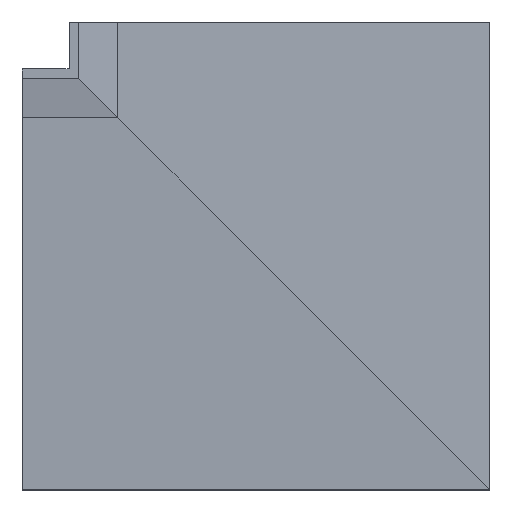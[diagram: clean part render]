
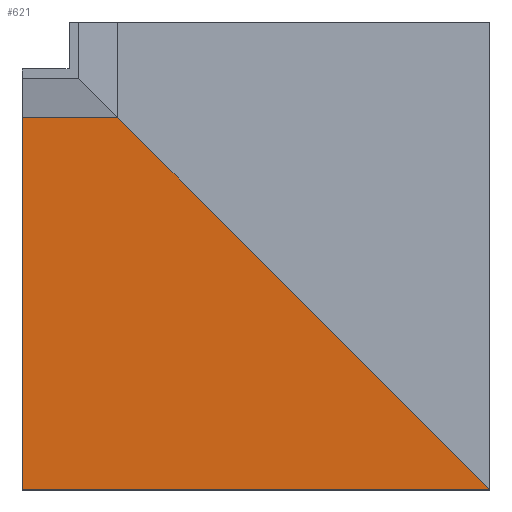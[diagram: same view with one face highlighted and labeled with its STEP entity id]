
A CAD part, top view. The second image highlights one B-rep face of the part: STEP entity #621.
In plain terms, the highlighted planar face has unit normal (0, -0.041, 0.999).
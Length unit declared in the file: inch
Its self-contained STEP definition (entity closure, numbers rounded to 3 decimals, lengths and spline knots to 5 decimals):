
#17=FACE_OUTER_BOUND('',#51,.T.);
#51=EDGE_LOOP('',(#413,#414,#415,#416,#417,#418,#419,#420,#421,#422,#423,
#424));
#85=LINE('',#867,#174);
#87=LINE('',#871,#176);
#88=LINE('',#875,#177);
#89=LINE('',#877,#178);
#90=LINE('',#879,#179);
#91=LINE('',#881,#180);
#92=LINE('',#883,#181);
#93=LINE('',#885,#182);
#94=LINE('',#887,#183);
#95=LINE('',#888,#184);
#96=LINE('',#890,#185);
#97=LINE('',#891,#186);
#174=VECTOR('',#707,0.3937);
#176=VECTOR('',#711,0.3937);
#177=VECTOR('',#714,0.3937);
#178=VECTOR('',#715,0.3937);
#179=VECTOR('',#716,0.3937);
#180=VECTOR('',#717,0.3937);
#181=VECTOR('',#718,0.3937);
#182=VECTOR('',#719,0.3937);
#183=VECTOR('',#720,0.3937);
#184=VECTOR('',#721,0.3937);
#185=VECTOR('',#722,0.3937);
#186=VECTOR('',#723,0.3937);
#262=VERTEX_POINT('',#863);
#263=VERTEX_POINT('',#865);
#264=VERTEX_POINT('',#869);
#265=VERTEX_POINT('',#873);
#266=VERTEX_POINT('',#874);
#267=VERTEX_POINT('',#876);
#268=VERTEX_POINT('',#878);
#269=VERTEX_POINT('',#880);
#270=VERTEX_POINT('',#882);
#271=VERTEX_POINT('',#884);
#272=VERTEX_POINT('',#886);
#273=VERTEX_POINT('',#889);
#320=EDGE_CURVE('',#263,#262,#85,.T.);
#322=EDGE_CURVE('',#264,#263,#87,.T.);
#323=EDGE_CURVE('',#265,#266,#88,.T.);
#324=EDGE_CURVE('',#267,#265,#89,.T.);
#325=EDGE_CURVE('',#268,#267,#90,.T.);
#326=EDGE_CURVE('',#268,#269,#91,.T.);
#327=EDGE_CURVE('',#269,#270,#92,.T.);
#328=EDGE_CURVE('',#271,#270,#93,.T.);
#329=EDGE_CURVE('',#271,#272,#94,.T.);
#330=EDGE_CURVE('',#272,#262,#95,.T.);
#331=EDGE_CURVE('',#264,#273,#96,.T.);
#332=EDGE_CURVE('',#273,#266,#97,.T.);
#413=ORIENTED_EDGE('',*,*,#323,.F.);
#414=ORIENTED_EDGE('',*,*,#324,.F.);
#415=ORIENTED_EDGE('',*,*,#325,.F.);
#416=ORIENTED_EDGE('',*,*,#326,.T.);
#417=ORIENTED_EDGE('',*,*,#327,.T.);
#418=ORIENTED_EDGE('',*,*,#328,.F.);
#419=ORIENTED_EDGE('',*,*,#329,.T.);
#420=ORIENTED_EDGE('',*,*,#330,.T.);
#421=ORIENTED_EDGE('',*,*,#320,.F.);
#422=ORIENTED_EDGE('',*,*,#322,.F.);
#423=ORIENTED_EDGE('',*,*,#331,.T.);
#424=ORIENTED_EDGE('',*,*,#332,.T.);
#587=PLANE('',#669);
#621=ADVANCED_FACE('',(#17),#587,.T.);
#669=AXIS2_PLACEMENT_3D('',#872,#712,#713);
#707=DIRECTION('',(-0.707,0.707,0.029));
#711=DIRECTION('',(-0.707,-0.706,-0.029));
#712=DIRECTION('center_axis',(0.,-0.041,
0.999));
#713=DIRECTION('ref_axis',(0.707,-0.707,-0.029));
#714=DIRECTION('',(-0.707,-0.706,-0.029));
#715=DIRECTION('',(0.707,-0.707,-0.029));
#716=DIRECTION('',(0.707,0.706,0.029));
#717=DIRECTION('',(0.002,0.999,0.041));
#718=DIRECTION('',(-0.707,0.707,0.029));
#719=DIRECTION('',(1.,0.,0.));
#720=DIRECTION('',(0.,-0.999,-0.041));
#721=DIRECTION('',(1.,0.,0.));
#722=DIRECTION('',(-0.707,0.707,0.029));
#723=DIRECTION('',(-1.,0.,0.));
#863=CARTESIAN_POINT('',(6.98162,-6.87505,-97.5));
#865=CARTESIAN_POINT('',(6.9908,-6.88423,-97.50037));
#867=CARTESIAN_POINT('',(-13.01475,13.12132,-96.68714));
#869=CARTESIAN_POINT('',(7.,-6.87505,-97.5));
#871=CARTESIAN_POINT('',(7.,-6.87505,-97.5));
#872=CARTESIAN_POINT('Origin',(-15.75018,15.85671,-96.57594));
#873=CARTESIAN_POINT('',(0.11225,0.01266,-97.22001));
#874=CARTESIAN_POINT('',(0.10305,0.00347,-97.22039));
#875=CARTESIAN_POINT('',(0.08736,-0.0122,-97.22102));
#876=CARTESIAN_POINT('',(-15.74098,15.86589,-96.57557));
#877=CARTESIAN_POINT('',(0.11225,0.01266,-97.22001));
#878=CARTESIAN_POINT('',(-15.75018,15.85671,-96.57594));
#879=CARTESIAN_POINT('',(-15.77047,15.83645,-96.57677));
#880=CARTESIAN_POINT('',(-15.75015,15.8751,-96.5752));
#881=CARTESIAN_POINT('',(-15.76894,4.50387,-97.03744));
#882=CARTESIAN_POINT('',(-23.75,23.87495,-96.25));
#883=CARTESIAN_POINT('',(-13.00555,13.1305,-96.68677));
#884=CARTESIAN_POINT('',(-31.62515,23.87495,-96.25));
#885=CARTESIAN_POINT('',(0.,23.87495,-96.25));
#886=CARTESIAN_POINT('',(-31.62515,-6.87505,-97.5));
#887=CARTESIAN_POINT('',(-31.62515,1.75753,-97.14908));
#888=CARTESIAN_POINT('',(0.,-6.87505,-97.5));
#889=CARTESIAN_POINT('',(0.12148,0.00347,-97.22039));
#890=CARTESIAN_POINT('',(-13.00555,13.1305,-96.68677));
#891=CARTESIAN_POINT('',(0.06074,0.00347,-97.22039));
